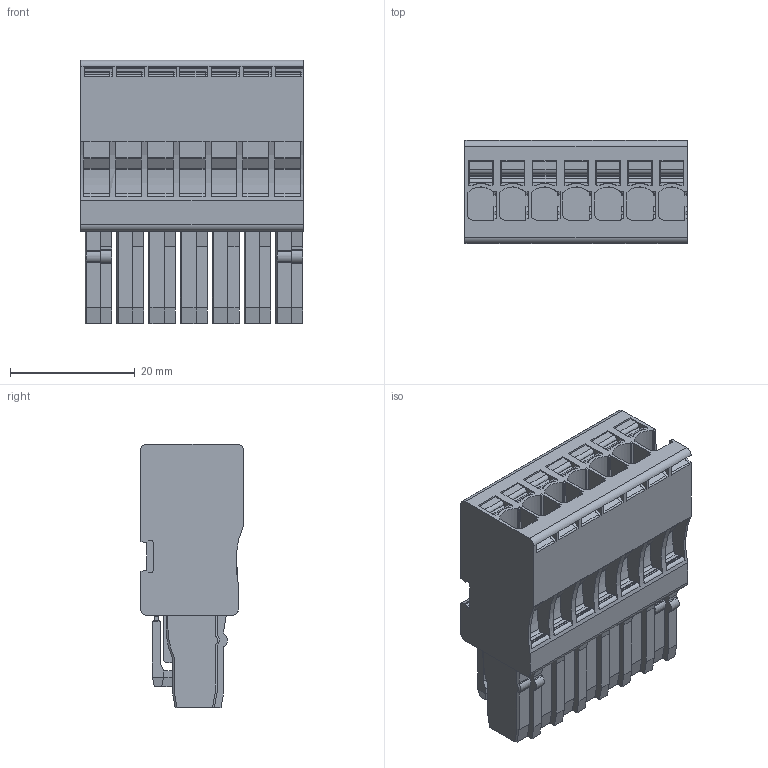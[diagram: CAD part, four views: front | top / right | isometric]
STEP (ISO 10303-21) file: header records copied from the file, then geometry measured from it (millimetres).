
FILE_DESCRIPTION(('CATIA V5R24 STEP','CAx-IF Rec.Pracs.--- Model Styling and Organization---1.2---2011-12-15'),'2;1');
FILE_NAME ('8655154_2', '2017-07-04T06:54:27+00:00', ('Weidmueller Interface'), ('Weidmueller'), 'CATIA Version 5-6 Release 2014 SP4 HF52', 'CATIA V5 STEP AP214', 'none');
FILE_SCHEMA(('AUTOMOTIVE_DESIGN { 1 0 10303 214 1 1 1 1 }'));
Products named in the file (1): 1513700000_APG_2-5_7
Bounding box: 35.7 x 16.5 x 42.25 mm (x, y, z)
Volume: 16977.8 mm3; surface area: 10170.5 mm2
Topology: 8 solids, 15 shells, 1808 faces, 5169 edges, 3405 vertices
Faces by surface type: plane 1029, cylinder 675, extrusion 91, cone 13
Entity records: 60314 total; most frequent: CARTESIAN_POINT 12671, ORIENTED_EDGE 10338, DIRECTION 7995, EDGE_CURVE 5169, VECTOR 3808, LINE 3717, VERTEX_POINT 3405, AXIS2_PLACEMENT_3D 2668
